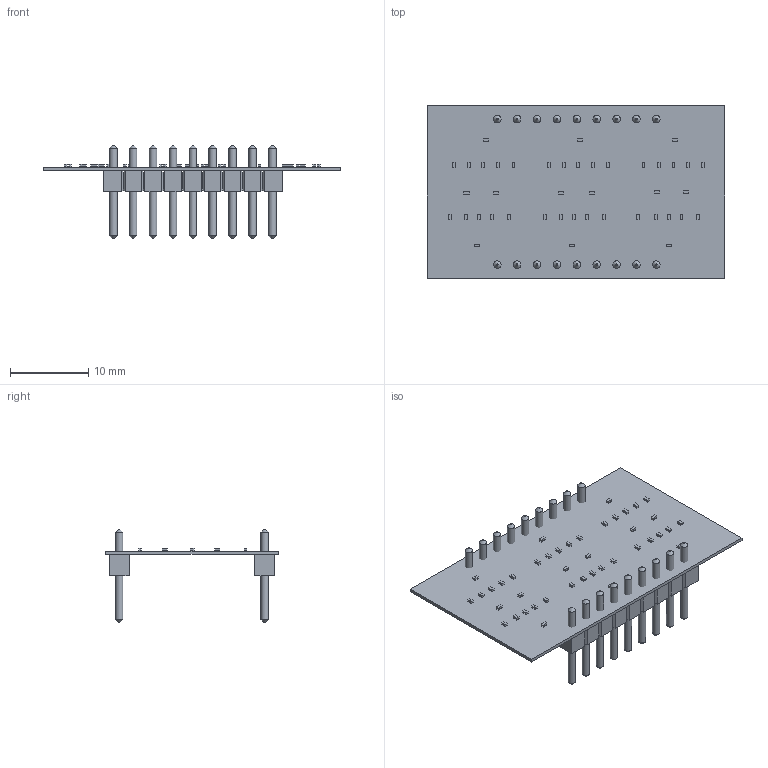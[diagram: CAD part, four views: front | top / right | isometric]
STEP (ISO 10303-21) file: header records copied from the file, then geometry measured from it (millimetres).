
FILE_DESCRIPTION(('Open CASCADE Model'),'2;1');
FILE_NAME('Open CASCADE Shape Model','2020-08-10T12:46:04',('Author'),( 'Open CASCADE'),'Open CASCADE STEP processor 6.8','Open CASCADE 6.8' ,'Unknown');
FILE_SCHEMA(('AUTOMOTIVE_DESIGN { 1 0 10303 214 1 1 1 1 }'));
Length unit declared in the file: millimetre
Products named in the file (58): PCB; Board; L1J; 335065792; Body; Pins; L1A; 335062336; L1B; L1C; 335065664; L1D; L1E; L1F; L1G; L1H; L1I; L1K; L1L; L1M; L1N; L2A; L2B; L2C; L2D; L2E; L2F; L2G; L2H; L2I; L2J; L2K; L2L; L2M; L2N; L3A; L3B; L3C; L3D; L3E ...
Assembly tree (97 placements, depth 4):
  PCB
    Board
    L1J
      335065792
        Body
        Pins
    L1A
      335062336
        Body
        Pins
    L1B
      335065792
        Body
        Pins
    L1C
      335065664
        Body
        Pins
    L1D
      335062336
        Body
        Pins
    L1E
      335065664
        Body
        Pins
    L1F
      335065792
        Body
        Pins
    L1G
      335062336
        Body
        Pins
    L1H
      335065792
        Body
        Pins
    L1I
      335065792
        Body
        Pins
    L1K
      335062336
        Body
        Pins
    L1L
      335065664
        Body
        Pins
    L1M
      335065664
        Body
        Pins
    L1N
      335065664
        Body
        Pins
    L2A
      335062336
Bounding box: 38 x 22 x 11.94 mm (x, y, z)
Volume: 803.6 mm3; surface area: 2947.1 mm2
Topology: 147 solids, 147 shells, 1056 faces, 2058 edges, 1296 vertices
Faces by surface type: plane 1002, cone 36, cylinder 18
Full cylindrical faces by diameter (mm): 0.95 x18
Entity records: 11826 total; most frequent: CARTESIAN_POINT 2154, DIRECTION 1753, LINE 1053, VECTOR 1053, ORIENTED_EDGE 774, PCURVE 774, DEFINITIONAL_REPRESENTATION 774, EDGE_CURVE 387
